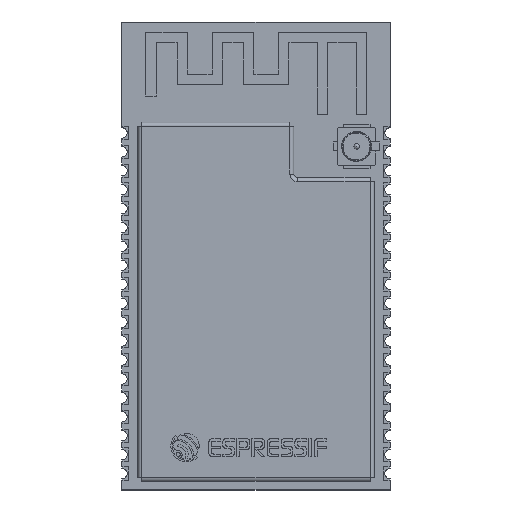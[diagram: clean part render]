
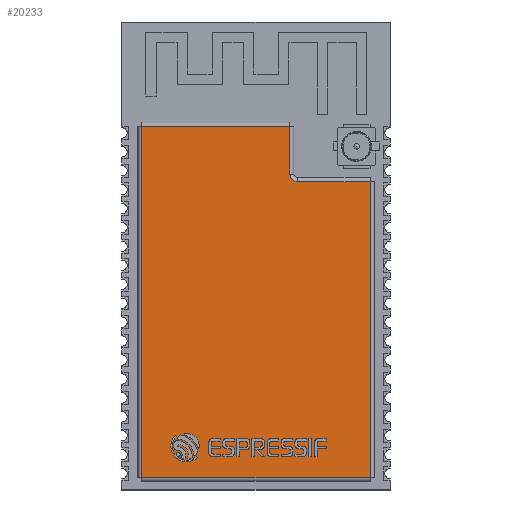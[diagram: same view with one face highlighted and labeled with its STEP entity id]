
A CAD part, top view. The second image highlights one B-rep face of the part: STEP entity #20233.
In plain terms, the highlighted planar face has unit normal (0, 0, 1).
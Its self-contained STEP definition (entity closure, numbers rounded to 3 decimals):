
#269=CIRCLE('',#21609,0.5);
#1421=FACE_OUTER_BOUND('',#2543,.T.);
#2543=EDGE_LOOP('',(#15215,#15216,#15217,#15218,#15219,#15220,#15221));
#4288=LINE('',#29962,#6834);
#4290=LINE('',#29968,#6836);
#4292=LINE('',#29977,#6838);
#4294=LINE('',#29980,#6840);
#4296=LINE('',#29983,#6842);
#4298=LINE('',#29986,#6844);
#6834=VECTOR('',#24228,10.);
#6836=VECTOR('',#24234,10.);
#6838=VECTOR('',#24246,10.);
#6840=VECTOR('',#24250,10.);
#6842=VECTOR('',#24254,10.);
#6844=VECTOR('',#24258,10.);
#9044=VERTEX_POINT('',#29881);
#9050=VERTEX_POINT('',#29896);
#9053=VERTEX_POINT('',#29906);
#9061=VERTEX_POINT('',#29924);
#9068=VERTEX_POINT('',#29941);
#9073=VERTEX_POINT('',#29964);
#9075=VERTEX_POINT('',#29970);
#11320=EDGE_CURVE('',#9044,#9053,#4288,.T.);
#11323=EDGE_CURVE('',#9053,#9073,#4290,.T.);
#11326=EDGE_CURVE('',#9073,#9075,#269,.T.);
#11328=EDGE_CURVE('',#9075,#9061,#4292,.T.);
#11330=EDGE_CURVE('',#9061,#9068,#4294,.T.);
#11332=EDGE_CURVE('',#9068,#9050,#4296,.T.);
#11334=EDGE_CURVE('',#9050,#9044,#4298,.T.);
#15215=ORIENTED_EDGE('',*,*,#11320,.F.);
#15216=ORIENTED_EDGE('',*,*,#11334,.F.);
#15217=ORIENTED_EDGE('',*,*,#11332,.F.);
#15218=ORIENTED_EDGE('',*,*,#11330,.F.);
#15219=ORIENTED_EDGE('',*,*,#11328,.F.);
#15220=ORIENTED_EDGE('',*,*,#11326,.F.);
#15221=ORIENTED_EDGE('',*,*,#11323,.F.);
#19265=PLANE('',#21617);
#20233=ADVANCED_FACE('',(#1421),#19265,.T.);
#21609=AXIS2_PLACEMENT_3D('',#29974,#24241,#24242);
#21617=AXIS2_PLACEMENT_3D('',#29990,#24265,#24266);
#24228=DIRECTION('',(1.,0.,0.));
#24234=DIRECTION('',(0.,-1.,0.));
#24241=DIRECTION('center_axis',(0.,0.,1.));
#24242=DIRECTION('ref_axis',(-0.707,-0.707,0.));
#24246=DIRECTION('',(1.,0.,0.));
#24250=DIRECTION('',(0.,-1.,0.));
#24254=DIRECTION('',(-1.,0.,0.));
#24258=DIRECTION('',(0.,1.,0.));
#24265=DIRECTION('center_axis',(0.,0.,1.));
#24266=DIRECTION('ref_axis',(1.,0.,0.));
#29881=CARTESIAN_POINT('',(-7.67,8.71,2.65));
#29896=CARTESIAN_POINT('',(-7.67,-14.88,2.65));
#29906=CARTESIAN_POINT('',(2.28,8.71,2.65));
#29924=CARTESIAN_POINT('',(7.67,4.99,2.65));
#29941=CARTESIAN_POINT('',(7.67,-14.88,2.65));
#29962=CARTESIAN_POINT('',(1.265,8.71,2.65));
#29964=CARTESIAN_POINT('',(2.28,5.49,2.65));
#29968=CARTESIAN_POINT('',(2.28,1.078,2.65));
#29970=CARTESIAN_POINT('',(2.78,4.99,2.65));
#29974=CARTESIAN_POINT('Origin',(2.78,5.49,2.65));
#29977=CARTESIAN_POINT('',(3.96,4.99,2.65));
#29980=CARTESIAN_POINT('',(7.67,-9.108,2.65));
#29983=CARTESIAN_POINT('',(-3.96,-14.88,2.65));
#29986=CARTESIAN_POINT('',(-7.67,2.938,2.65));
#29990=CARTESIAN_POINT('Origin',(0.,-3.085,2.65));
